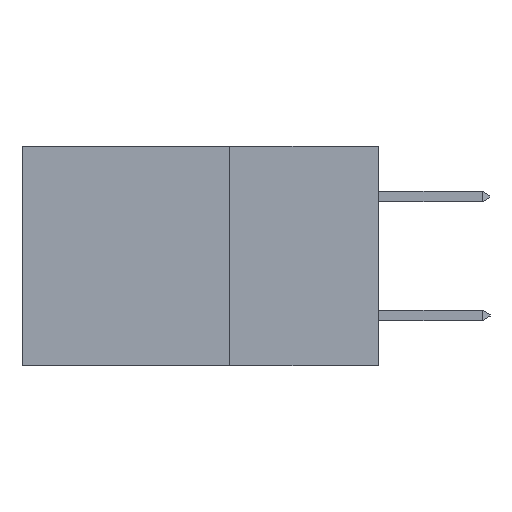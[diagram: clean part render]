
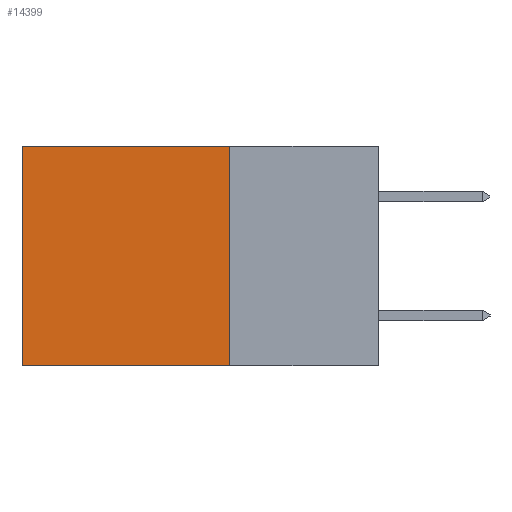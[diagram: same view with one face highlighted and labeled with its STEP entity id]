
A CAD part, left-side view. The second image highlights one B-rep face of the part: STEP entity #14399.
In plain terms, the highlighted planar face has unit normal (-1, 0, 0).
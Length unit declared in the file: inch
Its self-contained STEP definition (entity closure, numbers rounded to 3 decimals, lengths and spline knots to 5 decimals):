
#133 = ORIENTED_EDGE ( 'NONE', *, *, #7373, .F. ) ;
#1079 = DIRECTION ( 'NONE',  ( 1., 0., 0. ) ) ;
#1327 = ORIENTED_EDGE ( 'NONE', *, *, #3932, .T. ) ;
#1812 = VECTOR ( 'NONE', #5737, 39.37008 ) ;
#3363 = VECTOR ( 'NONE', #14858, 39.37008 ) ;
#3589 = EDGE_CURVE ( 'NONE', #10410, #12749, #14487, .T. ) ;
#3932 = EDGE_CURVE ( 'NONE', #5769, #10410, #12541, .T. ) ;
#5664 = CARTESIAN_POINT ( 'NONE',  ( 0.2615, 0.6, -0.37 ) ) ;
#5737 = DIRECTION ( 'NONE',  ( 0., 0., -1. ) ) ;
#5769 = VERTEX_POINT ( 'NONE', #13408 ) ;
#6983 = CARTESIAN_POINT ( 'NONE',  ( 0.2615, 0.25, -0.37 ) ) ;
#7373 = EDGE_CURVE ( 'NONE', #13598, #12749, #12836, .T. ) ;
#7589 = EDGE_CURVE ( 'NONE', #5769, #13598, #12995, .T. ) ;
#8102 = CARTESIAN_POINT ( 'NONE',  ( 0.2615, 0.6, -0.37 ) ) ;
#8515 = ORIENTED_EDGE ( 'NONE', *, *, #7589, .F. ) ;
#9089 = DIRECTION ( 'NONE',  ( 0., 1., 0. ) ) ;
#9187 = ORIENTED_EDGE ( 'NONE', *, *, #3589, .T. ) ;
#9527 = CARTESIAN_POINT ( 'NONE',  ( 0.2615, 0.6, 0. ) ) ;
#9704 = DIRECTION ( 'NONE',  ( 0., 0., -1. ) ) ;
#9741 = CARTESIAN_POINT ( 'NONE',  ( 0.2615, 0.25, -0.37 ) ) ;
#10410 = VERTEX_POINT ( 'NONE', #9527 ) ;
#10908 = DIRECTION ( 'NONE',  ( 0., 0., -1. ) ) ;
#11818 = VECTOR ( 'NONE', #9089, 39.37008 ) ;
#12541 = LINE ( 'NONE', #14783, #11818 ) ;
#12663 = VECTOR ( 'NONE', #10908, 39.37008 ) ;
#12749 = VERTEX_POINT ( 'NONE', #5664 ) ;
#12836 = LINE ( 'NONE', #13739, #3363 ) ;
#12995 = LINE ( 'NONE', #9741, #12663 ) ;
#13408 = CARTESIAN_POINT ( 'NONE',  ( 0.2615, 0.25, 0. ) ) ;
#13598 = VERTEX_POINT ( 'NONE', #6983 ) ;
#13739 = CARTESIAN_POINT ( 'NONE',  ( 0.2615, 0.25, -0.37 ) ) ;
#13775 = FACE_OUTER_BOUND ( 'NONE', #14941, .T. ) ;
#14100 = AXIS2_PLACEMENT_3D ( 'NONE', #15327, #1079, #9704 ) ;
#14238 = PLANE ( 'NONE',  #14100 ) ;
#14399 = ADVANCED_FACE ( 'NONE', ( #13775 ), #14238, .F. ) ;
#14487 = LINE ( 'NONE', #8102, #1812 ) ;
#14783 = CARTESIAN_POINT ( 'NONE',  ( 0.2615, 0.25, 0. ) ) ;
#14858 = DIRECTION ( 'NONE',  ( 0., 1., 0. ) ) ;
#14941 = EDGE_LOOP ( 'NONE', ( #9187, #133, #8515, #1327 ) ) ;
#15327 = CARTESIAN_POINT ( 'NONE',  ( 0.2615, 0.25, -0.37 ) ) ;
